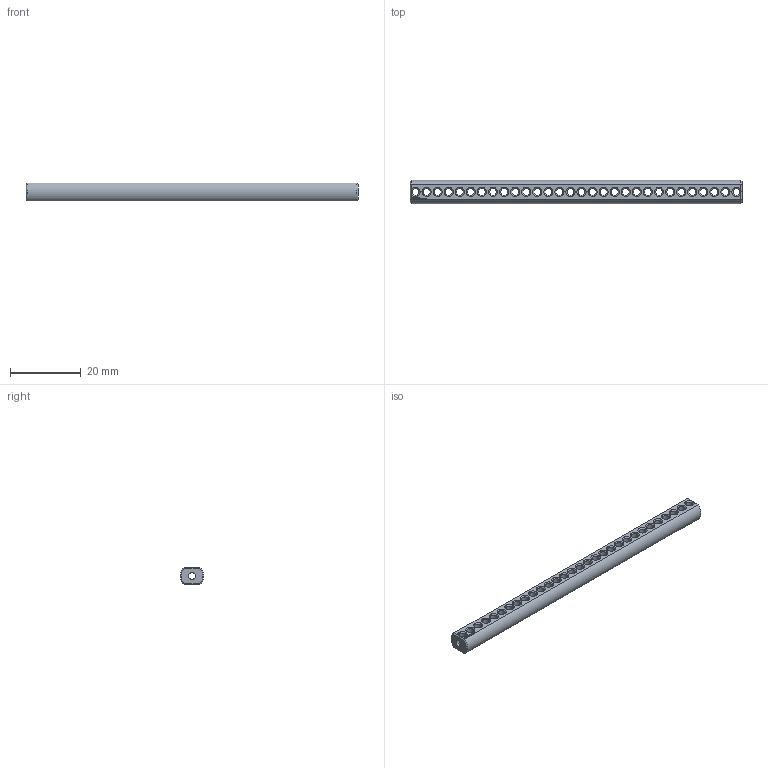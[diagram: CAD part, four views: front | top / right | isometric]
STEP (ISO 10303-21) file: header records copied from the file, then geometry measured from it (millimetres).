
FILE_DESCRIPTION(('FreeCAD Model'),'2;1');
FILE_NAME('Open CASCADE Shape Model','2024-06-18T13:00:59',(''),(''), 'Open CASCADE STEP processor 7.6','FreeCAD','Unknown');
FILE_SCHEMA(('AUTOMOTIVE_DESIGN { 1 0 10303 214 1 1 1 1 }'));
Length unit declared in the file: millimetre
Products named in the file (1): Shaft IDX BU07.50 - SPN-SFT-0150 (stemfie.org)
Bounding box: 93.75 x 6.6 x 5 mm (x, y, z)
Volume: 2138.7 mm3; surface area: 2721.7 mm2
Topology: 1 solids, 1 shells, 622 faces, 1834 edges, 1180 vertices
Faces by surface type: plane 313, extrusion 152, cylinder 93, cone 64
Full cylindrical faces by diameter (mm): 2 x91
Entity records: 21070 total; most frequent: CARTESIAN_POINT 4549, ORIENTED_EDGE 3668, DIRECTION 3010, EDGE_CURVE 1834, VECTOR 1296, VERTEX_POINT 1180, LINE 1144, AXIS2_PLACEMENT_3D 857
